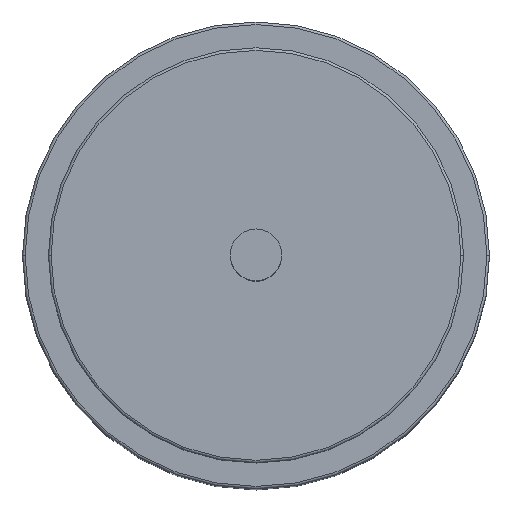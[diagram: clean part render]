
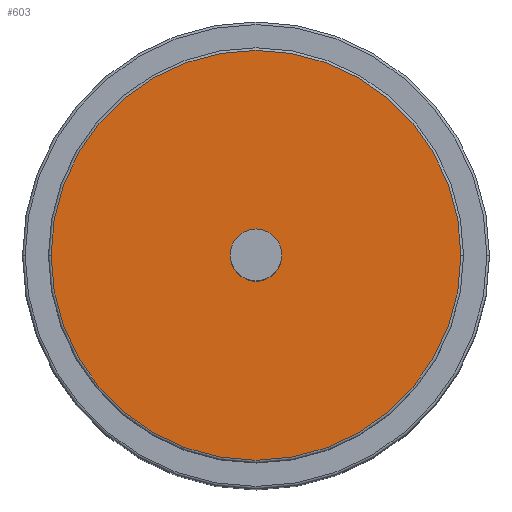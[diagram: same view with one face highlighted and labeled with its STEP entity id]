
A CAD part, top view. The second image highlights one B-rep face of the part: STEP entity #603.
In plain terms, the highlighted planar face has unit normal (0, 0, 1).
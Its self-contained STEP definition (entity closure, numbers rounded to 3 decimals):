
#188=CARTESIAN_POINT('',(0.,0.,35.5));
#189=DIRECTION('',(0.,0.,1.));
#190=DIRECTION('',(1.,0.,0.));
#191=AXIS2_PLACEMENT_3D('',#188,#189,#190);
#193=CARTESIAN_POINT('',(0.,0.,35.5));
#194=DIRECTION('',(0.,0.,1.));
#195=DIRECTION('',(-1.,0.,0.));
#196=AXIS2_PLACEMENT_3D('',#193,#194,#195);
#198=CARTESIAN_POINT('',(0.,0.,35.5));
#199=DIRECTION('',(0.,0.,1.));
#200=DIRECTION('',(-1.,0.,0.));
#201=AXIS2_PLACEMENT_3D('',#198,#199,#200);
#203=CARTESIAN_POINT('',(0.,0.,35.5));
#204=DIRECTION('',(0.,0.,1.));
#205=DIRECTION('',(1.,0.,0.));
#206=AXIS2_PLACEMENT_3D('',#203,#204,#205);
#271=CARTESIAN_POINT('',(1.,0.,35.5));
#272=CARTESIAN_POINT('',(-1.,0.,35.5));
#273=VERTEX_POINT('',#271);
#274=VERTEX_POINT('',#272);
#275=CARTESIAN_POINT('',(-7.9,0.,35.5));
#276=CARTESIAN_POINT('',(7.9,0.,35.5));
#277=VERTEX_POINT('',#275);
#278=VERTEX_POINT('',#276);
#587=CARTESIAN_POINT('',(0.,0.,35.5));
#588=DIRECTION('',(0.,0.,1.));
#589=DIRECTION('',(1.,0.,0.));
#590=AXIS2_PLACEMENT_3D('',#587,#588,#589);
#591=PLANE('',#590);
#593=ORIENTED_EDGE('',*,*,#592,.F.);
#594=ORIENTED_EDGE('',*,*,#570,.F.);
#595=EDGE_LOOP('',(#593,#594));
#596=FACE_OUTER_BOUND('',#595,.F.);
#598=ORIENTED_EDGE('',*,*,#597,.T.);
#600=ORIENTED_EDGE('',*,*,#599,.T.);
#601=EDGE_LOOP('',(#598,#600));
#602=FACE_BOUND('',#601,.F.);
#603=ADVANCED_FACE('',(#596,#602),#591,.T.);
#192=CIRCLE('',#191,1.);
#197=CIRCLE('',#196,1.);
#202=CIRCLE('',#201,7.9);
#207=CIRCLE('',#206,7.9);
#570=EDGE_CURVE('',#278,#277,#207,.T.);
#592=EDGE_CURVE('',#277,#278,#202,.T.);
#597=EDGE_CURVE('',#273,#274,#192,.T.);
#599=EDGE_CURVE('',#274,#273,#197,.T.);
